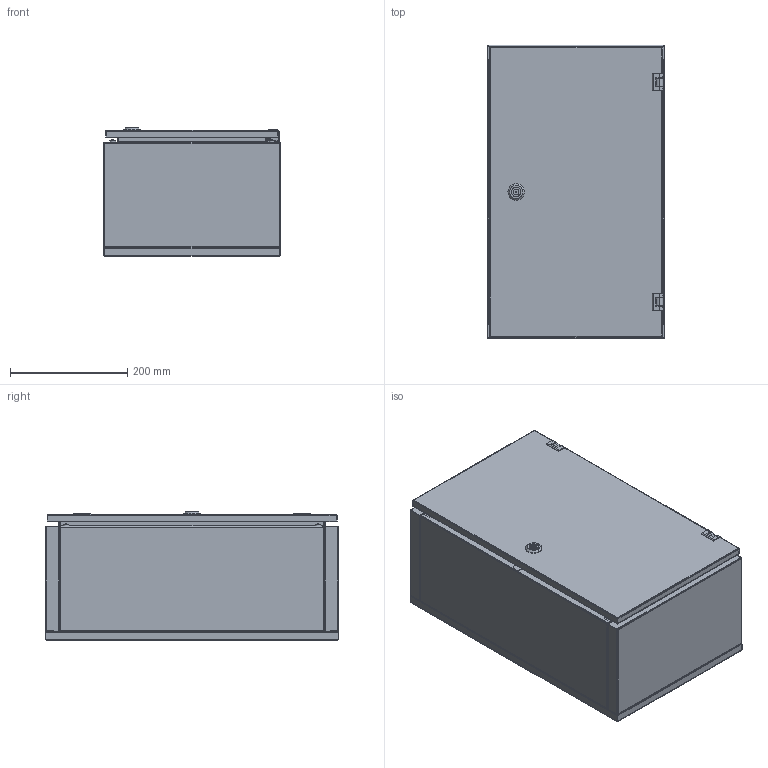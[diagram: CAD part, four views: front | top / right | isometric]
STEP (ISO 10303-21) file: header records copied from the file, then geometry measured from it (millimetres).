
FILE_DESCRIPTION (( 'STEP AP214' ), '1' );
FILE_NAME ('EKO-532.STEP', '2017-06-22T18:36:13', ( '' ), ( '' ), 'SwSTEP 2.0', 'SolidWorks 2017', '' );
FILE_SCHEMA (( 'AUTOMOTIVE_DESIGN' ));
Length unit declared in the file: millimetre
Products named in the file (1): EKO-532
Bounding box: 300 x 500 x 218.1 mm (x, y, z)
Volume: 870213.4 mm3; surface area: 1702952.8 mm2
Topology: 52 solids, 52 shells, 2435 faces, 5842 edges, 3535 vertices
Faces by surface type: plane 1179, cylinder 734, bspline 192, cone 192, torus 114, sphere 24
Entity records: 80939 total; most frequent: CARTESIAN_POINT 24463, ORIENTED_EDGE 11624, DIRECTION 11120, EDGE_CURVE 5812, AXIS2_PLACEMENT_3D 3912, VERTEX_POINT 3535, VECTOR 3296, LINE 3296
